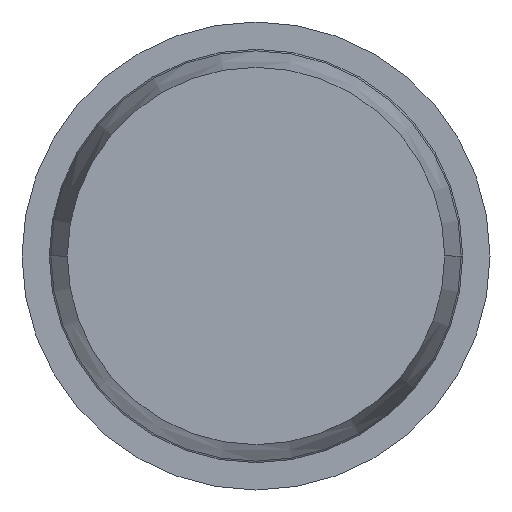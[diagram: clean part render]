
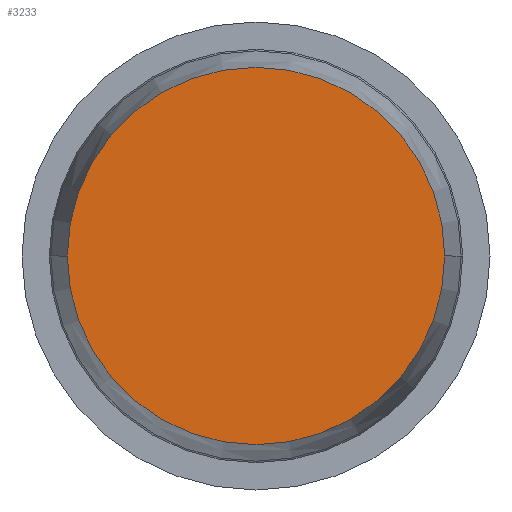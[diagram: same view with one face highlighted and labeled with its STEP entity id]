
A CAD part, front view. The second image highlights one B-rep face of the part: STEP entity #3233.
In plain terms, the highlighted planar face has unit normal (0, -1, 0).
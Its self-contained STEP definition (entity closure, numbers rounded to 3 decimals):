
#11 = DIRECTION ( 'NONE',  ( 1., 0., 0. ) ) ;
#312 = CARTESIAN_POINT ( 'NONE',  ( 1.209, -19., 0. ) ) ;
#611 = ORIENTED_EDGE ( 'NONE', *, *, #2246, .T. ) ;
#821 = EDGE_CURVE ( 'Defeature ausgef�hrt1_2+Defeature ausgef�hrt1_11+Defeature ausgef�hrt1_11+Defeature ausgef�hrt1_11', #2837, #3522, #4444, .T. ) ;
#942 = CARTESIAN_POINT ( 'NONE',  ( -1.209, -19., 0. ) ) ;
#1293 = CIRCLE ( 'NONE', #2720, 1.209 ) ;
#1346 = DIRECTION ( 'NONE',  ( 0., -1., 0. ) ) ;
#1378 = DIRECTION ( 'NONE',  ( 0., -1., 0. ) ) ;
#1680 = FACE_OUTER_BOUND ( 'NONE', #4447, .T. ) ;
#2082 = CARTESIAN_POINT ( 'NONE',  ( 0., -19., 0. ) ) ;
#2246 = EDGE_CURVE ( 'Defeature ausgef�hrt1_2+Defeature ausgef�hrt1_11+Defeature ausgef�hrt1_11+Defeature ausgef�hrt1_11', #3522, #2837, #1293, .T. ) ;
#2384 = CARTESIAN_POINT ( 'NONE',  ( 0., -19., 0. ) ) ;
#2438 = PLANE ( 'NONE',  #2839 ) ;
#2632 = CARTESIAN_POINT ( 'NONE',  ( 0., -19., 0. ) ) ;
#2655 = DIRECTION ( 'NONE',  ( 1., 0., 0. ) ) ;
#2720 = AXIS2_PLACEMENT_3D ( 'NONE', #2632, #1378, #2655 ) ;
#2837 = VERTEX_POINT ( 'NONE', #312 ) ;
#2839 = AXIS2_PLACEMENT_3D ( 'NONE', #2082, #1346, #3221 ) ;
#3123 = AXIS2_PLACEMENT_3D ( 'NONE', #2384, #4249, #11 ) ;
#3221 = DIRECTION ( 'NONE',  ( 1., 0., 0. ) ) ;
#3233 = ADVANCED_FACE ( 'Defeature ausgef�hrt1_2', ( #1680 ), #2438, .T. ) ;
#3522 = VERTEX_POINT ( 'NONE', #942 ) ;
#4249 = DIRECTION ( 'NONE',  ( 0., -1., 0. ) ) ;
#4444 = CIRCLE ( 'NONE', #3123, 1.209 ) ;
#4447 = EDGE_LOOP ( 'NONE', ( #611, #4484 ) ) ;
#4484 = ORIENTED_EDGE ( 'NONE', *, *, #821, .T. ) ;
